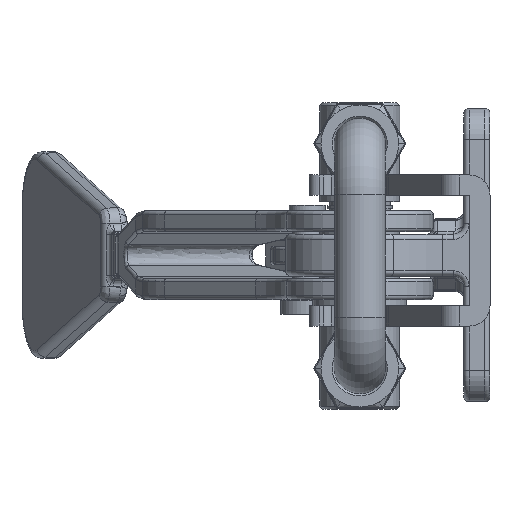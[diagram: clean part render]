
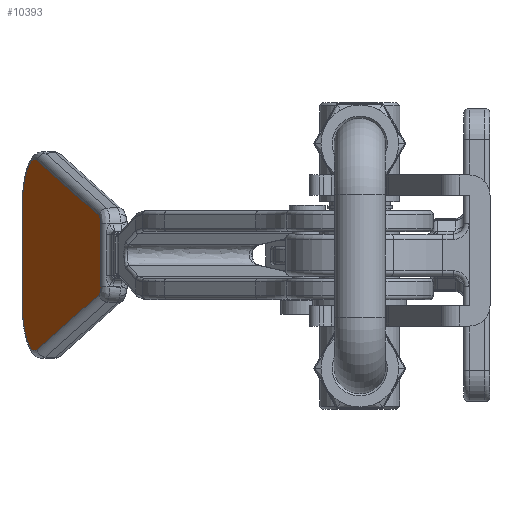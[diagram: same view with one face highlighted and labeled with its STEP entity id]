
A CAD part, left-side view. The second image highlights one B-rep face of the part: STEP entity #10393.
In plain terms, the highlighted face is planar.
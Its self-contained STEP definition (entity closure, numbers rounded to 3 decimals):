
#545=B_SPLINE_CURVE_WITH_KNOTS('',3,(#25739,#25740,#25741,#25742,#25743,
#25744),.UNSPECIFIED.,.F.,.F.,(4,1,1,4),(0.,0.333,0.667,
1.),.UNSPECIFIED.);
#546=B_SPLINE_CURVE_WITH_KNOTS('',3,(#25745,#25746,#25747,#25748,#25749,
#25750),.UNSPECIFIED.,.F.,.F.,(4,1,1,4),(0.,0.333,0.667,
1.),.UNSPECIFIED.);
#553=B_SPLINE_CURVE_WITH_KNOTS('',3,(#26180,#26181,#26182,#26183,#26184,
#26185,#26186,#26187,#26188,#26189,#26190,#26191),.UNSPECIFIED.,.F.,.F.,
(4,1,1,1,1,1,1,1,1,4),(0.,0.111,0.222,0.333,
0.444,0.556,0.667,0.778,0.889,
1.),.UNSPECIFIED.);
#555=B_SPLINE_CURVE_WITH_KNOTS('',3,(#26329,#26330,#26331,#26332,#26333,
#26334,#26335,#26336,#26337,#26338,#26339,#26340),.UNSPECIFIED.,.F.,.F.,
(4,1,1,1,1,1,1,1,1,4),(0.,0.111,0.222,0.333,
0.444,0.556,0.667,0.778,0.889,
1.),.UNSPECIFIED.);
#556=B_SPLINE_CURVE_WITH_KNOTS('',3,(#26348,#26349,#26350,#26351,#26352,
#26353),.UNSPECIFIED.,.F.,.F.,(4,1,1,4),(0.,0.333,0.667,
1.),.UNSPECIFIED.);
#557=B_SPLINE_CURVE_WITH_KNOTS('',3,(#26354,#26355,#26356,#26357,#26358,
#26359),.UNSPECIFIED.,.F.,.F.,(4,1,1,4),(0.,0.333,0.667,
1.),.UNSPECIFIED.);
#734=PLANE('',#11542);
#1289=LINE('',#25753,#1848);
#1298=LINE('',#26195,#1857);
#1300=LINE('',#26343,#1859);
#1301=LINE('',#26346,#1860);
#1848=VECTOR('',#14135,6.206);
#1857=VECTOR('',#14176,8.915);
#1859=VECTOR('',#14182,25.);
#1860=VECTOR('',#14185,25.);
#2578=FACE_OUTER_BOUND('',#3300,.T.);
#3300=EDGE_LOOP('',(#8934,#8935,#8936,#8937,#8938,#8939,#8940,#8941,#8942,
#8943));
#4838=VERTEX_POINT('',#25734);
#4839=VERTEX_POINT('',#25736);
#4840=VERTEX_POINT('',#25738);
#4841=VERTEX_POINT('',#25752);
#4851=VERTEX_POINT('',#26176);
#4852=VERTEX_POINT('',#26178);
#4853=VERTEX_POINT('',#26193);
#4854=VERTEX_POINT('',#26259);
#4856=VERTEX_POINT('',#26345);
#4857=VERTEX_POINT('',#26347);
#6231=EDGE_CURVE('',#4839,#4840,#545,.T.);
#6232=EDGE_CURVE('',#4840,#4838,#546,.T.);
#6233=EDGE_CURVE('',#4838,#4841,#1289,.T.);
#6256=EDGE_CURVE('',#4852,#4851,#553,.T.);
#6258=EDGE_CURVE('',#4851,#4853,#1298,.T.);
#6261=EDGE_CURVE('',#4853,#4854,#555,.T.);
#6263=EDGE_CURVE('',#4839,#4854,#1300,.T.);
#6264=EDGE_CURVE('',#4852,#4856,#1301,.T.);
#6265=EDGE_CURVE('',#4857,#4856,#556,.T.);
#6266=EDGE_CURVE('',#4841,#4857,#557,.T.);
#8934=ORIENTED_EDGE('',*,*,#6258,.F.);
#8935=ORIENTED_EDGE('',*,*,#6256,.F.);
#8936=ORIENTED_EDGE('',*,*,#6264,.T.);
#8937=ORIENTED_EDGE('',*,*,#6265,.F.);
#8938=ORIENTED_EDGE('',*,*,#6266,.F.);
#8939=ORIENTED_EDGE('',*,*,#6233,.F.);
#8940=ORIENTED_EDGE('',*,*,#6232,.F.);
#8941=ORIENTED_EDGE('',*,*,#6231,.F.);
#8942=ORIENTED_EDGE('',*,*,#6263,.T.);
#8943=ORIENTED_EDGE('',*,*,#6261,.F.);
#10393=ADVANCED_FACE('',(#2578),#734,.T.);
#11542=AXIS2_PLACEMENT_3D('',#26344,#14183,#14184);
#14135=DIRECTION('',(0.,0.,-1.));
#14176=DIRECTION('',(0.,0.,1.));
#14182=DIRECTION('',(0.954,0.21,0.215));
#14183=DIRECTION('center_axis',(-0.215,0.977,0.));
#14184=DIRECTION('ref_axis',(-0.977,-0.215,0.));
#14185=DIRECTION('',(-0.954,-0.21,0.215));
#25734=CARTESIAN_POINT('',(1294.204,678.275,3.103));
#25736=CARTESIAN_POINT('',(1294.793,678.405,3.854));
#25738=CARTESIAN_POINT('',(1294.311,678.299,3.498));
#25739=CARTESIAN_POINT('Ctrl Pts',(1294.793,678.405,3.854));
#25740=CARTESIAN_POINT('Ctrl Pts',(1294.726,678.39,3.838));
#25741=CARTESIAN_POINT('Ctrl Pts',(1294.599,678.362,3.791));
#25742=CARTESIAN_POINT('Ctrl Pts',(1294.431,678.325,3.667));
#25743=CARTESIAN_POINT('Ctrl Pts',(1294.347,678.307,3.559));
#25744=CARTESIAN_POINT('Ctrl Pts',(1294.311,678.299,3.498));
#25745=CARTESIAN_POINT('Ctrl Pts',(1294.311,678.299,3.498));
#25746=CARTESIAN_POINT('Ctrl Pts',(1294.287,678.293,3.458));
#25747=CARTESIAN_POINT('Ctrl Pts',(1294.248,678.285,3.375));
#25748=CARTESIAN_POINT('Ctrl Pts',(1294.212,678.277,3.241));
#25749=CARTESIAN_POINT('Ctrl Pts',(1294.204,678.275,3.149));
#25750=CARTESIAN_POINT('Ctrl Pts',(1294.204,678.275,3.103));
#25752=CARTESIAN_POINT('',(1294.204,678.275,-3.103));
#25753=CARTESIAN_POINT('',(1294.204,678.275,3.103));
#26176=CARTESIAN_POINT('',(1324.446,684.933,-4.458));
#26178=CARTESIAN_POINT('',(1318.636,683.654,-9.235));
#26180=CARTESIAN_POINT('Ctrl Pts',(1318.636,683.654,-9.235));
#26181=CARTESIAN_POINT('Ctrl Pts',(1318.945,683.722,-9.304));
#26182=CARTESIAN_POINT('Ctrl Pts',(1319.564,683.858,-9.38));
#26183=CARTESIAN_POINT('Ctrl Pts',(1320.515,684.068,-9.304));
#26184=CARTESIAN_POINT('Ctrl Pts',(1321.436,684.27,-9.035));
#26185=CARTESIAN_POINT('Ctrl Pts',(1322.289,684.458,-8.584));
#26186=CARTESIAN_POINT('Ctrl Pts',(1323.039,684.623,-7.968));
#26187=CARTESIAN_POINT('Ctrl Pts',(1323.653,684.758,-7.213));
#26188=CARTESIAN_POINT('Ctrl Pts',(1324.108,684.858,-6.35));
#26189=CARTESIAN_POINT('Ctrl Pts',(1324.385,684.92,-5.416));
#26190=CARTESIAN_POINT('Ctrl Pts',(1324.446,684.933,-4.781));
#26191=CARTESIAN_POINT('Ctrl Pts',(1324.446,684.933,-4.458));
#26193=CARTESIAN_POINT('',(1324.446,684.933,4.458));
#26195=CARTESIAN_POINT('',(1324.446,684.933,-4.458));
#26259=CARTESIAN_POINT('',(1318.636,683.654,9.235));
#26329=CARTESIAN_POINT('Ctrl Pts',(1324.446,684.933,4.458));
#26330=CARTESIAN_POINT('Ctrl Pts',(1324.446,684.933,4.781));
#26331=CARTESIAN_POINT('Ctrl Pts',(1324.385,684.92,5.415));
#26332=CARTESIAN_POINT('Ctrl Pts',(1324.108,684.859,6.35));
#26333=CARTESIAN_POINT('Ctrl Pts',(1323.654,684.758,7.212));
#26334=CARTESIAN_POINT('Ctrl Pts',(1323.04,684.623,7.967));
#26335=CARTESIAN_POINT('Ctrl Pts',(1322.29,684.458,8.584));
#26336=CARTESIAN_POINT('Ctrl Pts',(1321.437,684.271,9.035));
#26337=CARTESIAN_POINT('Ctrl Pts',(1320.516,684.068,9.304));
#26338=CARTESIAN_POINT('Ctrl Pts',(1319.564,683.858,9.38));
#26339=CARTESIAN_POINT('Ctrl Pts',(1318.945,683.722,9.304));
#26340=CARTESIAN_POINT('Ctrl Pts',(1318.636,683.654,9.235));
#26343=CARTESIAN_POINT('',(1294.793,678.405,3.854));
#26344=CARTESIAN_POINT('Origin',(1318.831,683.697,-56.485));
#26345=CARTESIAN_POINT('',(1294.793,678.405,-3.854));
#26346=CARTESIAN_POINT('',(1318.636,683.654,-9.235));
#26347=CARTESIAN_POINT('',(1294.311,678.299,-3.498));
#26348=CARTESIAN_POINT('Ctrl Pts',(1294.311,678.299,-3.498));
#26349=CARTESIAN_POINT('Ctrl Pts',(1294.347,678.307,-3.559));
#26350=CARTESIAN_POINT('Ctrl Pts',(1294.431,678.325,-3.667));
#26351=CARTESIAN_POINT('Ctrl Pts',(1294.599,678.362,-3.791));
#26352=CARTESIAN_POINT('Ctrl Pts',(1294.726,678.39,-3.838));
#26353=CARTESIAN_POINT('Ctrl Pts',(1294.793,678.405,-3.854));
#26354=CARTESIAN_POINT('Ctrl Pts',(1294.204,678.275,-3.103));
#26355=CARTESIAN_POINT('Ctrl Pts',(1294.204,678.275,-3.149));
#26356=CARTESIAN_POINT('Ctrl Pts',(1294.212,678.277,-3.241));
#26357=CARTESIAN_POINT('Ctrl Pts',(1294.248,678.285,-3.375));
#26358=CARTESIAN_POINT('Ctrl Pts',(1294.287,678.293,-3.458));
#26359=CARTESIAN_POINT('Ctrl Pts',(1294.311,678.299,-3.498));
